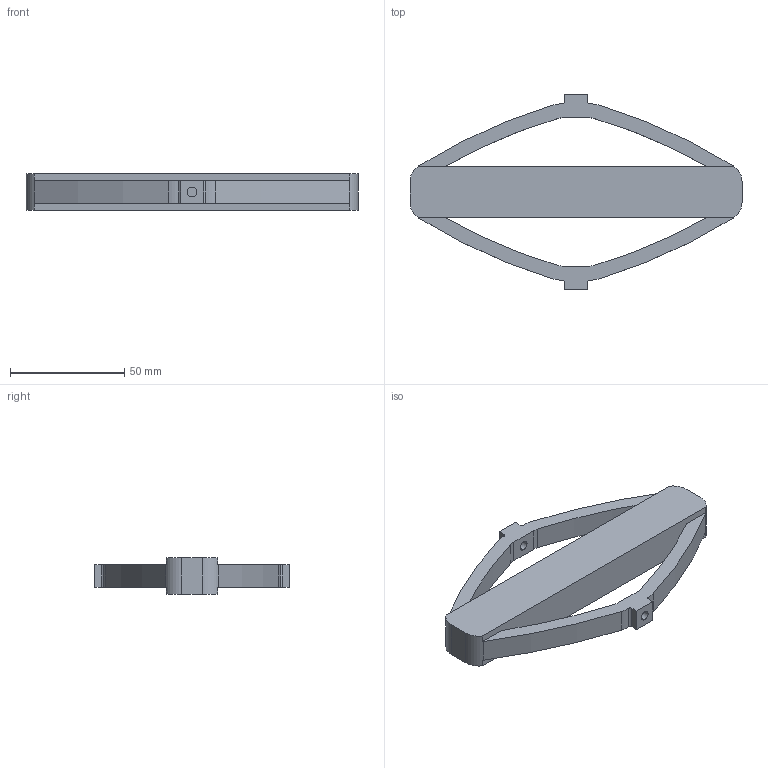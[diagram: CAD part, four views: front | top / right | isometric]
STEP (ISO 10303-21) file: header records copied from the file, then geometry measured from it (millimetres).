
FILE_DESCRIPTION (( 'STEP AP203' ), '1' );
FILE_NAME ('000909_PAss APA230L 02 +0.000.step', '2010-09-28T16:37:44', ( 'Mecanique' ), ( 'Cedrat Technologies' ), 'SwSTEP 2.0', 'SolidWorks 2010', '' );
FILE_SCHEMA (( 'CONFIG_CONTROL_DESIGN' ));
Length unit declared in the file: millimetre
Products named in the file (1): 000909_PAss APA230L 02 +0.000
Bounding box: 145.11 x 85 x 16 mm (x, y, z)
Volume: 68962.2 mm3; surface area: 20518.4 mm2
Topology: 1 solids, 1 shells, 46 faces, 144 edges, 96 vertices
Faces by surface type: cylinder 28, plane 18
Entity records: 1725 total; most frequent: DIRECTION 302, ORIENTED_EDGE 288, CARTESIAN_POINT 287, EDGE_CURVE 144, AXIS2_PLACEMENT_3D 111, VERTEX_POINT 96, VECTOR 80, LINE 80
